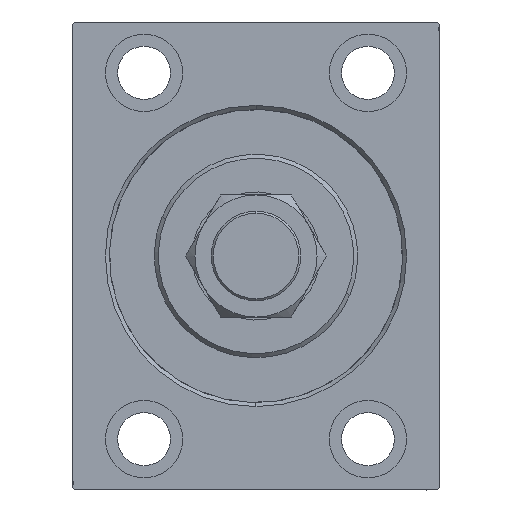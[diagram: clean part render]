
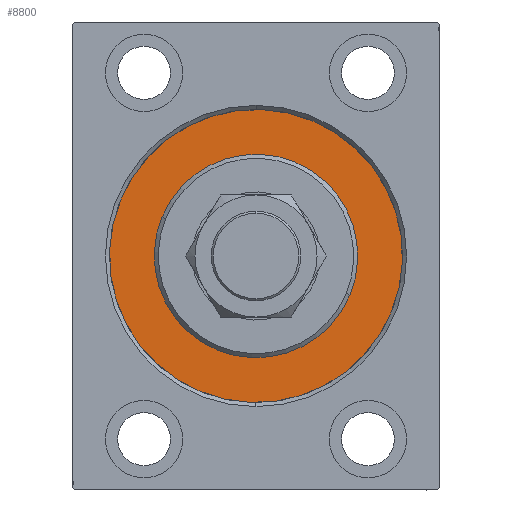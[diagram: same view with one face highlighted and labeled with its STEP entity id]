
A CAD part, left-side view. The second image highlights one B-rep face of the part: STEP entity #8800.
In plain terms, the highlighted face is planar.
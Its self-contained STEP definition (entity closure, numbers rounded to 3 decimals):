
#568 = CIRCLE ( 'NONE', #18919, 25. ) ;
#1944 = CARTESIAN_POINT ( 'NONE',  ( 0., 0., 0. ) ) ;
#5285 = DIRECTION ( 'NONE',  ( 0., 0., 1. ) ) ;
#6753 = CARTESIAN_POINT ( 'NONE',  ( 0., 0., 0. ) ) ;
#7801 = CARTESIAN_POINT ( 'NONE',  ( 0., 0., 25. ) ) ;
#8415 = ORIENTED_EDGE ( 'NONE', *, *, #37084, .F. ) ;
#8800 = ADVANCED_FACE ( 'NONE', ( #31331, #27648 ), #13634, .F. ) ;
#10113 = VERTEX_POINT ( 'NONE', #40390 ) ;
#13054 = DIRECTION ( 'NONE',  ( 0., 0., -1. ) ) ;
#13634 = PLANE ( 'NONE',  #14509 ) ;
#13804 = CARTESIAN_POINT ( 'NONE',  ( 0., 0., 0. ) ) ;
#14509 = AXIS2_PLACEMENT_3D ( 'NONE', #6753, #23980, #38026 ) ;
#14590 = ORIENTED_EDGE ( 'NONE', *, *, #31536, .F. ) ;
#15209 = EDGE_LOOP ( 'NONE', ( #8415, #44349 ) ) ;
#16263 = EDGE_LOOP ( 'NONE', ( #14590, #44135 ) ) ;
#16882 = CIRCLE ( 'NONE', #36732, 36. ) ;
#17027 = DIRECTION ( 'NONE',  ( 0., 0., 1. ) ) ;
#17850 = EDGE_CURVE ( 'NONE', #36590, #39765, #38217, .T. ) ;
#18370 = AXIS2_PLACEMENT_3D ( 'NONE', #1944, #44036, #40588 ) ;
#18919 = AXIS2_PLACEMENT_3D ( 'NONE', #33972, #40885, #13054 ) ;
#23426 = CARTESIAN_POINT ( 'NONE',  ( 0., 0., 0. ) ) ;
#23980 = DIRECTION ( 'NONE',  ( -1., 0., 0. ) ) ;
#24098 = AXIS2_PLACEMENT_3D ( 'NONE', #23426, #36794, #5285 ) ;
#27152 = DIRECTION ( 'NONE',  ( -1., 0., 0. ) ) ;
#27648 = FACE_OUTER_BOUND ( 'NONE', #15209, .T. ) ;
#31331 = FACE_BOUND ( 'NONE', #16263, .T. ) ;
#31536 = EDGE_CURVE ( 'NONE', #39765, #36590, #568, .T. ) ;
#32646 = EDGE_CURVE ( 'NONE', #10113, #35242, #43959, .T. ) ;
#33537 = CARTESIAN_POINT ( 'NONE',  ( 0., 0., -25. ) ) ;
#33972 = CARTESIAN_POINT ( 'NONE',  ( 0., 0., 0. ) ) ;
#35242 = VERTEX_POINT ( 'NONE', #45452 ) ;
#36590 = VERTEX_POINT ( 'NONE', #33537 ) ;
#36732 = AXIS2_PLACEMENT_3D ( 'NONE', #13804, #27152, #17027 ) ;
#36794 = DIRECTION ( 'NONE',  ( -1., 0., 0. ) ) ;
#37084 = EDGE_CURVE ( 'NONE', #35242, #10113, #16882, .T. ) ;
#38026 = DIRECTION ( 'NONE',  ( 0., 0., 1. ) ) ;
#38217 = CIRCLE ( 'NONE', #18370, 25. ) ;
#39765 = VERTEX_POINT ( 'NONE', #7801 ) ;
#40390 = CARTESIAN_POINT ( 'NONE',  ( 0., 0., 36. ) ) ;
#40588 = DIRECTION ( 'NONE',  ( 0., 0., -1. ) ) ;
#40885 = DIRECTION ( 'NONE',  ( 1., 0., 0. ) ) ;
#43959 = CIRCLE ( 'NONE', #24098, 36. ) ;
#44036 = DIRECTION ( 'NONE',  ( 1., 0., 0. ) ) ;
#44135 = ORIENTED_EDGE ( 'NONE', *, *, #17850, .F. ) ;
#44349 = ORIENTED_EDGE ( 'NONE', *, *, #32646, .F. ) ;
#45452 = CARTESIAN_POINT ( 'NONE',  ( 0., 0., -36. ) ) ;
